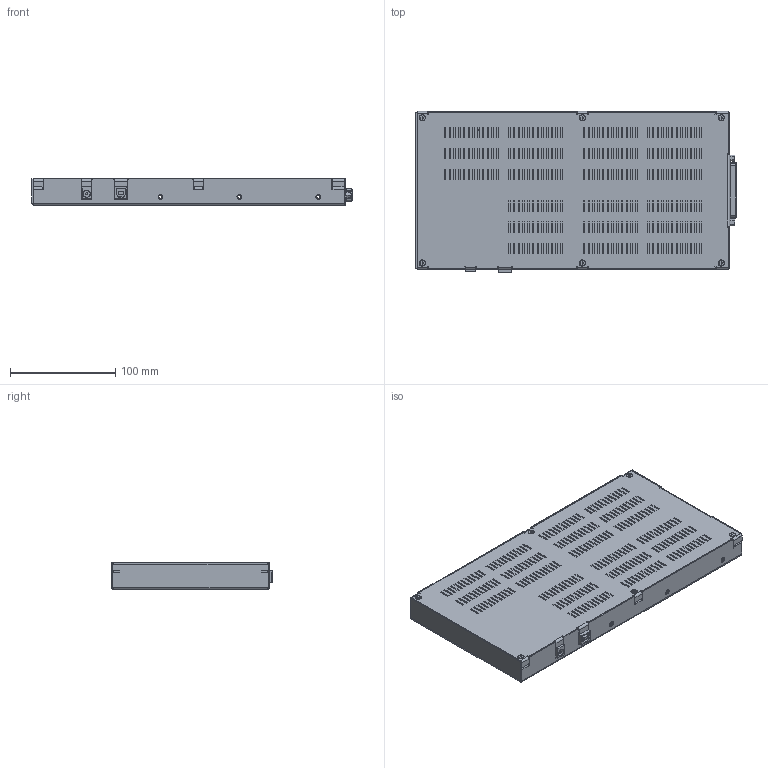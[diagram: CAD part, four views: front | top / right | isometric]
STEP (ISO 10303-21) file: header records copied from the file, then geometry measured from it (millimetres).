
FILE_DESCRIPTION((''),'2;1');
FILE_NAME('LogicScan 64 OEM-1T.stp','2009-06-11T10:57:13',('Leonid Ciunel'),(''),'Autodesk Inventor 2009','Autodesk Inventor 2009','');
FILE_SCHEMA(('AUTOMOTIVE_DESIGN { 1 0 10303 214 1 1 1 1 }'));
Length unit declared in the file: millimetre
Products named in the file (15): LogicScan 64 OEM-1T; EKR T; LS 64 revA; Plata LS; 78 pin ; 78 pin; P; stoika; USB; Pawer 1; EKR-015; EKR-015.1; EKR Bot; Vtl. rez-3; SLKM3X6
Assembly tree (31 placements, depth 4):
  LogicScan 64 OEM-1T
    EKR T
    LS 64 revA
      Plata LS
      78 pin 
        78 pin
        P
        stoika  x2
      USB
      Pawer 1
      EKR-015
      EKR-015.1
    EKR Bot
    Vtl. rez-3  x12
    SLKM3X6  x6
Bounding box: 304 x 153 x 25.25 mm (x, y, z)
Volume: 196624.2 mm3; surface area: 340827.8 mm2
Topology: 29 solids, 29 shells, 6801 faces, 19927 edges, 13204 vertices
Faces by surface type: plane 5001, bspline 1402, cylinder 340, torus 47, cone 6, sphere 5
Full cylindrical faces by diameter (mm): 2 x1, 2.2 x104, 3 x24, 3.2 x6, 3.6 x12, 4.4 x12, 6 x12, 6.5 x1
Entity records: 155124 total; most frequent: CARTESIAN_POINT 33124, ORIENTED_EDGE 25596, DIRECTION 22086, EDGE_CURVE 12798, VECTOR 11544, LINE 11544, VERTEX_POINT 8684, EDGE_LOOP 7010
